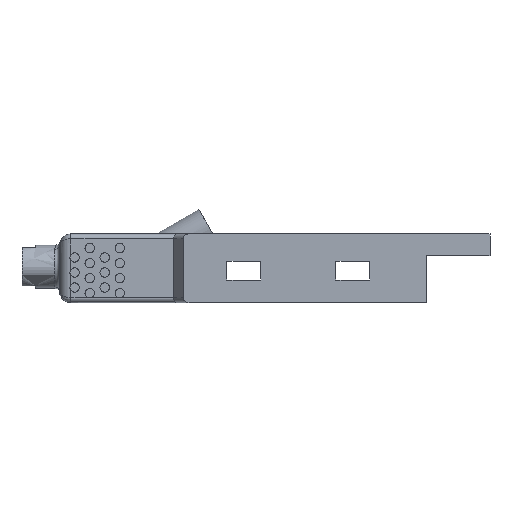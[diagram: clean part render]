
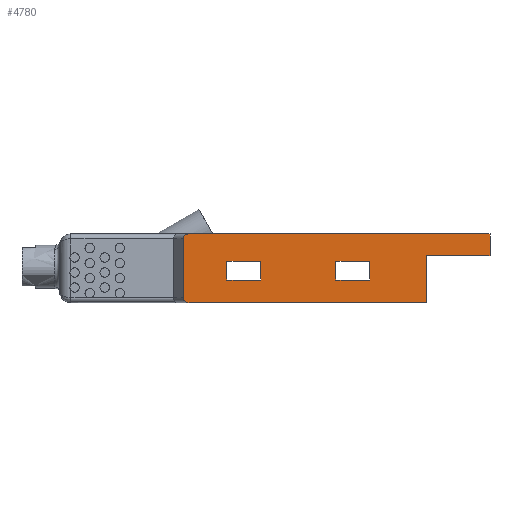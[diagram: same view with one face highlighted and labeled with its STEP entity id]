
A CAD part, front view. The second image highlights one B-rep face of the part: STEP entity #4780.
In plain terms, the highlighted planar face has unit normal (0, -1, 0).
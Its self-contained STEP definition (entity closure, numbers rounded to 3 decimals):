
#131=FACE_BOUND('',#1606,.T.);
#132=FACE_BOUND('',#1607,.T.);
#173=PLANE('',#5192);
#305=ELLIPSE('',#5190,0.307,0.25);
#306=ELLIPSE('',#5193,0.307,0.25);
#419=LINE('',#7915,#785);
#462=LINE('',#8365,#828);
#490=LINE('',#8513,#856);
#491=LINE('',#8516,#857);
#492=LINE('',#8518,#858);
#493=LINE('',#8519,#859);
#494=LINE('',#8522,#860);
#495=LINE('',#8524,#861);
#496=LINE('',#8526,#862);
#497=LINE('',#8527,#863);
#498=LINE('',#8530,#864);
#499=LINE('',#8532,#865);
#500=LINE('',#8534,#866);
#501=LINE('',#8535,#867);
#785=VECTOR('',#5650,10.);
#828=VECTOR('',#5861,10.);
#856=VECTOR('',#6023,10.);
#857=VECTOR('',#6026,10.);
#858=VECTOR('',#6027,10.);
#859=VECTOR('',#6028,10.);
#860=VECTOR('',#6029,10.);
#861=VECTOR('',#6030,10.);
#862=VECTOR('',#6031,10.);
#863=VECTOR('',#6032,10.);
#864=VECTOR('',#6033,10.);
#865=VECTOR('',#6034,10.);
#866=VECTOR('',#6035,10.);
#867=VECTOR('',#6036,10.);
#1249=FACE_OUTER_BOUND('',#1605,.T.);
#1605=EDGE_LOOP('',(#3884,#3885,#3886,#3887,#3888,#3889,#3890,#3891));
#1606=EDGE_LOOP('',(#3892,#3893,#3894,#3895));
#1607=EDGE_LOOP('',(#3896,#3897,#3898,#3899));
#2236=VERTEX_POINT('',#7912);
#2237=VERTEX_POINT('',#7914);
#2340=VERTEX_POINT('',#8362);
#2341=VERTEX_POINT('',#8364);
#2393=VERTEX_POINT('',#8507);
#2394=VERTEX_POINT('',#8512);
#2395=VERTEX_POINT('',#8515);
#2396=VERTEX_POINT('',#8517);
#2397=VERTEX_POINT('',#8520);
#2398=VERTEX_POINT('',#8521);
#2399=VERTEX_POINT('',#8523);
#2400=VERTEX_POINT('',#8525);
#2401=VERTEX_POINT('',#8528);
#2402=VERTEX_POINT('',#8529);
#2403=VERTEX_POINT('',#8531);
#2404=VERTEX_POINT('',#8533);
#2741=EDGE_CURVE('',#2236,#2237,#419,.T.);
#2875=EDGE_CURVE('',#2341,#2340,#462,.T.);
#2950=EDGE_CURVE('',#2393,#2236,#305,.T.);
#2951=EDGE_CURVE('',#2394,#2393,#490,.F.);
#2952=EDGE_CURVE('',#2341,#2394,#306,.T.);
#2953=EDGE_CURVE('',#2340,#2395,#491,.F.);
#2954=EDGE_CURVE('',#2395,#2396,#492,.T.);
#2955=EDGE_CURVE('',#2396,#2237,#493,.T.);
#2956=EDGE_CURVE('',#2397,#2398,#494,.F.);
#2957=EDGE_CURVE('',#2398,#2399,#495,.F.);
#2958=EDGE_CURVE('',#2399,#2400,#496,.F.);
#2959=EDGE_CURVE('',#2400,#2397,#497,.F.);
#2960=EDGE_CURVE('',#2401,#2402,#498,.F.);
#2961=EDGE_CURVE('',#2402,#2403,#499,.F.);
#2962=EDGE_CURVE('',#2403,#2404,#500,.F.);
#2963=EDGE_CURVE('',#2404,#2401,#501,.F.);
#3884=ORIENTED_EDGE('',*,*,#2950,.F.);
#3885=ORIENTED_EDGE('',*,*,#2951,.F.);
#3886=ORIENTED_EDGE('',*,*,#2952,.F.);
#3887=ORIENTED_EDGE('',*,*,#2875,.T.);
#3888=ORIENTED_EDGE('',*,*,#2953,.T.);
#3889=ORIENTED_EDGE('',*,*,#2954,.T.);
#3890=ORIENTED_EDGE('',*,*,#2955,.T.);
#3891=ORIENTED_EDGE('',*,*,#2741,.F.);
#3892=ORIENTED_EDGE('',*,*,#2956,.T.);
#3893=ORIENTED_EDGE('',*,*,#2957,.T.);
#3894=ORIENTED_EDGE('',*,*,#2958,.T.);
#3895=ORIENTED_EDGE('',*,*,#2959,.T.);
#3896=ORIENTED_EDGE('',*,*,#2960,.T.);
#3897=ORIENTED_EDGE('',*,*,#2961,.T.);
#3898=ORIENTED_EDGE('',*,*,#2962,.T.);
#3899=ORIENTED_EDGE('',*,*,#2963,.T.);
#4780=ADVANCED_FACE('',(#1249,#131,#132),#173,.T.);
#5190=AXIS2_PLACEMENT_3D('',#8509,#6017,#6018);
#5192=AXIS2_PLACEMENT_3D('',#8511,#6021,#6022);
#5193=AXIS2_PLACEMENT_3D('',#8514,#6024,#6025);
#5650=DIRECTION('',(1.,0.,0.));
#5861=DIRECTION('',(1.,0.,0.));
#6017=DIRECTION('center_axis',(0.,1.,0.));
#6018=DIRECTION('ref_axis',(-1.,0.,0.));
#6021=DIRECTION('center_axis',(0.,-1.,0.));
#6022=DIRECTION('ref_axis',(0.,0.,1.));
#6023=DIRECTION('',(0.,0.,-1.));
#6024=DIRECTION('center_axis',(0.,1.,0.));
#6025=DIRECTION('ref_axis',(-1.,0.,0.));
#6026=DIRECTION('',(0.,0.,-1.));
#6027=DIRECTION('',(1.,0.,0.));
#6028=DIRECTION('',(0.,0.,1.));
#6029=DIRECTION('',(0.,0.,-1.));
#6030=DIRECTION('',(-1.,0.,0.));
#6031=DIRECTION('',(0.,0.,1.));
#6032=DIRECTION('',(1.,0.,0.));
#6033=DIRECTION('',(0.,0.,-1.));
#6034=DIRECTION('',(-1.,0.,0.));
#6035=DIRECTION('',(0.,0.,1.));
#6036=DIRECTION('',(1.,0.,0.));
#7912=CARTESIAN_POINT('',(-16.014,-0.637,-0.085));
#7914=CARTESIAN_POINT('',(0.,-0.637,-0.085));
#7915=CARTESIAN_POINT('',(-7.5,-0.637,-0.085));
#8362=CARTESIAN_POINT('',(-3.4,-0.637,-3.735));
#8364=CARTESIAN_POINT('',(-16.014,-0.637,-3.735));
#8365=CARTESIAN_POINT('',(-15.,-0.637,-3.735));
#8507=CARTESIAN_POINT('',(-16.321,-0.637,-0.335));
#8509=CARTESIAN_POINT('Origin',(-16.014,-0.637,-0.335));
#8511=CARTESIAN_POINT('Origin',(-15.,-0.637,-3.735));
#8512=CARTESIAN_POINT('',(-16.321,-0.637,-3.485));
#8513=CARTESIAN_POINT('',(-16.321,-0.637,-3.735));
#8514=CARTESIAN_POINT('Origin',(-16.014,-0.637,-3.485));
#8515=CARTESIAN_POINT('',(-3.4,-0.637,-1.235));
#8516=CARTESIAN_POINT('',(-3.4,-0.637,-2.485));
#8517=CARTESIAN_POINT('',(0.,-0.637,-1.235));
#8518=CARTESIAN_POINT('',(-7.5,-0.637,-1.235));
#8519=CARTESIAN_POINT('',(0.,-0.637,-2.26));
#8520=CARTESIAN_POINT('',(-14.,-0.637,-2.535));
#8521=CARTESIAN_POINT('',(-14.,-0.637,-1.535));
#8522=CARTESIAN_POINT('',(-14.,-0.637,-2.635));
#8523=CARTESIAN_POINT('',(-12.2,-0.637,-1.535));
#8524=CARTESIAN_POINT('',(-13.6,-0.637,-1.535));
#8525=CARTESIAN_POINT('',(-12.2,-0.637,-2.535));
#8526=CARTESIAN_POINT('',(-12.2,-0.637,-3.135));
#8527=CARTESIAN_POINT('',(-14.5,-0.637,-2.535));
#8528=CARTESIAN_POINT('',(-8.2,-0.637,-2.535));
#8529=CARTESIAN_POINT('',(-8.2,-0.637,-1.535));
#8530=CARTESIAN_POINT('',(-8.2,-0.637,-2.635));
#8531=CARTESIAN_POINT('',(-6.4,-0.637,-1.535));
#8532=CARTESIAN_POINT('',(-10.7,-0.637,-1.535));
#8533=CARTESIAN_POINT('',(-6.4,-0.637,-2.535));
#8534=CARTESIAN_POINT('',(-6.4,-0.637,-3.135));
#8535=CARTESIAN_POINT('',(-11.6,-0.637,-2.535));
